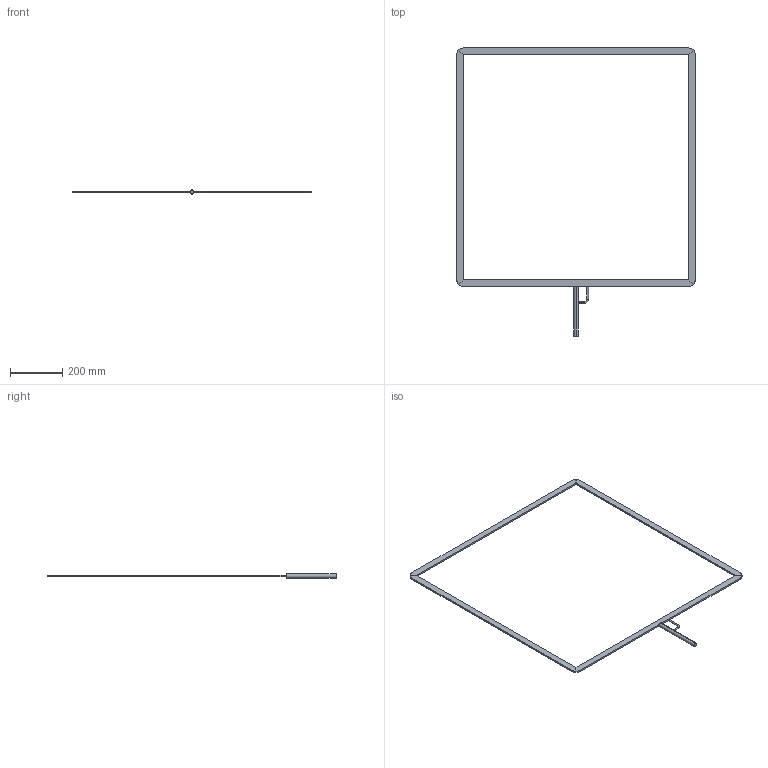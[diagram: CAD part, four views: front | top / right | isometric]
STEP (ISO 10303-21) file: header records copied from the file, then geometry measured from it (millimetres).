
FILE_DESCRIPTION (( 'STEP AP203' ), '1' );
FILE_NAME ('G3016.STEP', '2018-10-02T08:35:37', ( '' ), ( '' ), 'SwSTEP 2.0', 'SolidWorks 2016', '' );
FILE_SCHEMA (( 'CONFIG_CONTROL_DESIGN' ));
Length unit declared in the file: millimetre
Products named in the file (7): TH2117_TH2118; G3016; TH2120; TH2121
Assembly tree (6 placements, depth 2):
  G3016
    TH2117_TH2118
    TH2117_TH2118
    TH2117_TH2118
    TH2117_TH2118
    TH2121
    TH2120
Bounding box: 914.4 x 1104.4 x 15.88 mm (x, y, z)
Volume: 610692.4 mm3; surface area: 237549.2 mm2
Topology: 6 solids, 6 shells, 44 faces, 94 edges, 62 vertices
Faces by surface type: plane 28, cylinder 14, torus 2
Entity records: 1935 total; most frequent: DIRECTION 232, CARTESIAN_POINT 209, ORIENTED_EDGE 188, EDGE_CURVE 94, AXIS2_PLACEMENT_3D 85, VERTEX_POINT 62, PERSON_AND_ORGANIZATION 62, VECTOR 62
